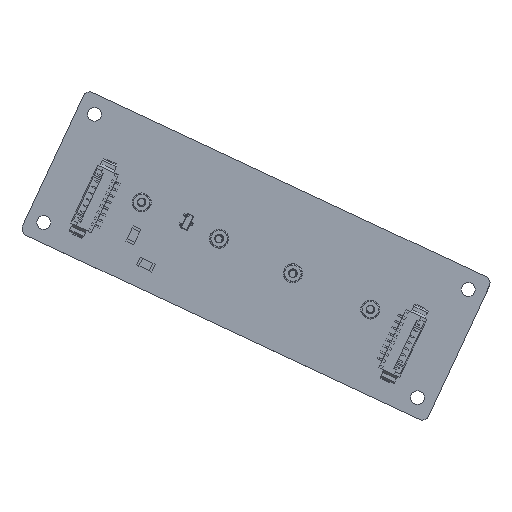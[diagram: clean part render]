
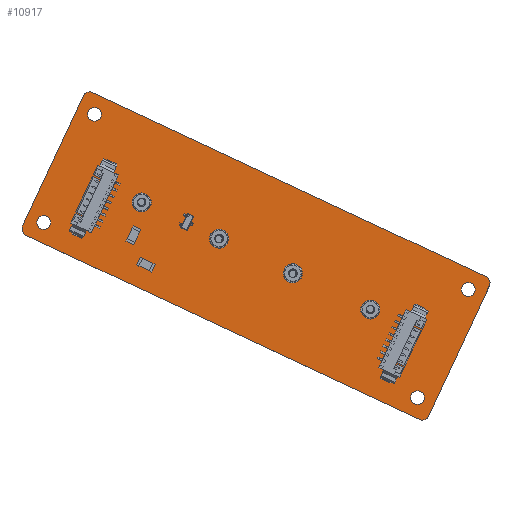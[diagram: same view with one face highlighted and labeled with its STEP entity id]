
A CAD part, top view. The second image highlights one B-rep face of the part: STEP entity #10917.
In plain terms, the highlighted face is planar.
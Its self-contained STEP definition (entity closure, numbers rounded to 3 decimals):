
#455=FACE_BOUND('',#1570,.T.);
#456=FACE_BOUND('',#1571,.T.);
#457=FACE_BOUND('',#1572,.T.);
#458=FACE_BOUND('',#1573,.T.);
#459=FACE_BOUND('',#1574,.T.);
#460=FACE_BOUND('',#1575,.T.);
#461=FACE_BOUND('',#1576,.T.);
#462=FACE_BOUND('',#1577,.T.);
#496=PLANE('',#11727);
#959=FACE_OUTER_BOUND('',#1569,.T.);
#1569=EDGE_LOOP('',(#7644,#7645,#7646,#7647,#7648,#7649,#7650,#7651));
#1570=EDGE_LOOP('',(#7652));
#1571=EDGE_LOOP('',(#7653));
#1572=EDGE_LOOP('',(#7654));
#1573=EDGE_LOOP('',(#7655));
#1574=EDGE_LOOP('',(#7656));
#1575=EDGE_LOOP('',(#7657));
#1576=EDGE_LOOP('',(#7658));
#1577=EDGE_LOOP('',(#7659));
#2198=LINE('',#15471,#3473);
#2203=LINE('',#15485,#3478);
#2207=LINE('',#15497,#3482);
#2211=LINE('',#15509,#3486);
#3473=VECTOR('',#12567,10.);
#3478=VECTOR('',#12580,10.);
#3482=VECTOR('',#12592,10.);
#3486=VECTOR('',#12604,10.);
#4742=CIRCLE('',#11687,0.9);
#4745=CIRCLE('',#11691,0.9);
#4747=CIRCLE('',#11694,0.9);
#4749=CIRCLE('',#11697,0.9);
#4751=CIRCLE('',#11700,1.25);
#4753=CIRCLE('',#11703,1.25);
#4755=CIRCLE('',#11706,1.25);
#4757=CIRCLE('',#11709,1.25);
#4758=CIRCLE('',#11712,1.27);
#4760=CIRCLE('',#11716,1.27);
#4762=CIRCLE('',#11720,1.27);
#4764=CIRCLE('',#11724,1.27);
#4912=VERTEX_POINT('',#15421);
#4915=VERTEX_POINT('',#15429);
#4917=VERTEX_POINT('',#15435);
#4919=VERTEX_POINT('',#15441);
#4921=VERTEX_POINT('',#15447);
#4923=VERTEX_POINT('',#15453);
#4925=VERTEX_POINT('',#15459);
#4927=VERTEX_POINT('',#15465);
#4928=VERTEX_POINT('',#15469);
#4929=VERTEX_POINT('',#15470);
#4932=VERTEX_POINT('',#15478);
#4934=VERTEX_POINT('',#15484);
#4936=VERTEX_POINT('',#15490);
#4938=VERTEX_POINT('',#15496);
#4940=VERTEX_POINT('',#15502);
#4942=VERTEX_POINT('',#15508);
#5958=EDGE_CURVE('',#4912,#4912,#4742,.T.);
#5962=EDGE_CURVE('',#4915,#4915,#4745,.T.);
#5965=EDGE_CURVE('',#4917,#4917,#4747,.T.);
#5968=EDGE_CURVE('',#4919,#4919,#4749,.T.);
#5971=EDGE_CURVE('',#4921,#4921,#4751,.T.);
#5974=EDGE_CURVE('',#4923,#4923,#4753,.T.);
#5977=EDGE_CURVE('',#4925,#4925,#4755,.T.);
#5980=EDGE_CURVE('',#4927,#4927,#4757,.T.);
#5981=EDGE_CURVE('',#4928,#4929,#2198,.T.);
#5985=EDGE_CURVE('',#4932,#4928,#4758,.T.);
#5988=EDGE_CURVE('',#4934,#4932,#2203,.T.);
#5991=EDGE_CURVE('',#4936,#4934,#4760,.T.);
#5994=EDGE_CURVE('',#4938,#4936,#2207,.T.);
#5997=EDGE_CURVE('',#4940,#4938,#4762,.T.);
#6000=EDGE_CURVE('',#4942,#4940,#2211,.T.);
#6003=EDGE_CURVE('',#4929,#4942,#4764,.T.);
#7644=ORIENTED_EDGE('',*,*,#6003,.F.);
#7645=ORIENTED_EDGE('',*,*,#5981,.F.);
#7646=ORIENTED_EDGE('',*,*,#5985,.F.);
#7647=ORIENTED_EDGE('',*,*,#5988,.F.);
#7648=ORIENTED_EDGE('',*,*,#5991,.F.);
#7649=ORIENTED_EDGE('',*,*,#5994,.F.);
#7650=ORIENTED_EDGE('',*,*,#5997,.F.);
#7651=ORIENTED_EDGE('',*,*,#6000,.F.);
#7652=ORIENTED_EDGE('',*,*,#5958,.T.);
#7653=ORIENTED_EDGE('',*,*,#5962,.T.);
#7654=ORIENTED_EDGE('',*,*,#5980,.F.);
#7655=ORIENTED_EDGE('',*,*,#5977,.F.);
#7656=ORIENTED_EDGE('',*,*,#5974,.F.);
#7657=ORIENTED_EDGE('',*,*,#5971,.F.);
#7658=ORIENTED_EDGE('',*,*,#5968,.F.);
#7659=ORIENTED_EDGE('',*,*,#5965,.F.);
#10917=ADVANCED_FACE('',(#959,#455,#456,#457,#458,#459,#460,#461,#462),
#496,.F.);
#11687=AXIS2_PLACEMENT_3D('',#15423,#12512,#12513);
#11691=AXIS2_PLACEMENT_3D('',#15431,#12521,#12522);
#11694=AXIS2_PLACEMENT_3D('',#15437,#12528,#12529);
#11697=AXIS2_PLACEMENT_3D('',#15443,#12535,#12536);
#11700=AXIS2_PLACEMENT_3D('',#15449,#12542,#12543);
#11703=AXIS2_PLACEMENT_3D('',#15455,#12549,#12550);
#11706=AXIS2_PLACEMENT_3D('',#15461,#12556,#12557);
#11709=AXIS2_PLACEMENT_3D('',#15467,#12563,#12564);
#11712=AXIS2_PLACEMENT_3D('',#15479,#12573,#12574);
#11716=AXIS2_PLACEMENT_3D('',#15491,#12585,#12586);
#11720=AXIS2_PLACEMENT_3D('',#15503,#12597,#12598);
#11724=AXIS2_PLACEMENT_3D('',#15514,#12609,#12610);
#11727=AXIS2_PLACEMENT_3D('',#15517,#12615,#12616);
#12512=DIRECTION('center_axis',(0.,1.,0.));
#12513=DIRECTION('ref_axis',(1.,0.,0.));
#12521=DIRECTION('center_axis',(0.,1.,0.));
#12522=DIRECTION('ref_axis',(1.,0.,0.));
#12528=DIRECTION('center_axis',(0.,-1.,0.));
#12529=DIRECTION('ref_axis',(1.,0.,0.));
#12535=DIRECTION('center_axis',(0.,-1.,0.));
#12536=DIRECTION('ref_axis',(1.,0.,0.));
#12542=DIRECTION('center_axis',(0.,-1.,0.));
#12543=DIRECTION('ref_axis',(1.,0.,0.));
#12549=DIRECTION('center_axis',(0.,-1.,0.));
#12550=DIRECTION('ref_axis',(1.,0.,0.));
#12556=DIRECTION('center_axis',(0.,-1.,0.));
#12557=DIRECTION('ref_axis',(1.,0.,0.));
#12563=DIRECTION('center_axis',(0.,-1.,0.));
#12564=DIRECTION('ref_axis',(1.,0.,0.));
#12567=DIRECTION('',(0.,0.,1.));
#12573=DIRECTION('center_axis',(0.,1.,0.));
#12574=DIRECTION('ref_axis',(0.,0.,-1.));
#12580=DIRECTION('',(-1.,0.,0.));
#12585=DIRECTION('center_axis',(0.,1.,0.));
#12586=DIRECTION('ref_axis',(1.,0.,0.));
#12592=DIRECTION('',(0.,0.,-1.));
#12597=DIRECTION('center_axis',(0.,1.,0.));
#12598=DIRECTION('ref_axis',(0.,0.,1.));
#12604=DIRECTION('',(1.,0.,0.));
#12609=DIRECTION('center_axis',(0.,1.,0.));
#12610=DIRECTION('ref_axis',(-1.,0.,0.));
#12615=DIRECTION('center_axis',(0.,1.,0.));
#12616=DIRECTION('ref_axis',(0.,0.,1.));
#15421=CARTESIAN_POINT('',(-64.13,0.,14.5));
#15423=CARTESIAN_POINT('Origin',(-63.23,0.,14.5));
#15429=CARTESIAN_POINT('',(-17.63,0.,14.5));
#15431=CARTESIAN_POINT('Origin',(-16.73,0.,14.5));
#15435=CARTESIAN_POINT('',(-33.38,0.,14.5));
#15437=CARTESIAN_POINT('Origin',(-32.48,0.,14.5));
#15441=CARTESIAN_POINT('',(-48.38,0.,14.5));
#15443=CARTESIAN_POINT('Origin',(-47.48,0.,14.5));
#15447=CARTESIAN_POINT('',(-79.23,0.,25.5));
#15449=CARTESIAN_POINT('Origin',(-77.98,0.,25.5));
#15453=CARTESIAN_POINT('',(-3.23,0.,3.5));
#15455=CARTESIAN_POINT('Origin',(-1.98,0.,3.5));
#15459=CARTESIAN_POINT('',(-3.23,0.,25.5));
#15461=CARTESIAN_POINT('Origin',(-1.98,0.,25.5));
#15465=CARTESIAN_POINT('',(-79.23,0.,3.5));
#15467=CARTESIAN_POINT('Origin',(-77.98,0.,3.5));
#15469=CARTESIAN_POINT('',(-81.23,0.,1.27));
#15470=CARTESIAN_POINT('',(-81.23,0.,27.73));
#15471=CARTESIAN_POINT('',(-81.23,0.,1.27));
#15478=CARTESIAN_POINT('',(-79.96,0.,0.));
#15479=CARTESIAN_POINT('Origin',(-79.96,0.,1.27));
#15484=CARTESIAN_POINT('',(0.,0.,0.));
#15485=CARTESIAN_POINT('',(0.,0.,0.));
#15490=CARTESIAN_POINT('',(1.27,0.,1.27));
#15491=CARTESIAN_POINT('Origin',(0.,0.,1.27));
#15496=CARTESIAN_POINT('',(1.27,0.,27.73));
#15497=CARTESIAN_POINT('',(1.27,0.,27.73));
#15502=CARTESIAN_POINT('',(0.,0.,29.));
#15503=CARTESIAN_POINT('Origin',(0.,0.,27.73));
#15508=CARTESIAN_POINT('',(-79.96,0.,29.));
#15509=CARTESIAN_POINT('',(-79.96,0.,29.));
#15514=CARTESIAN_POINT('Origin',(-79.96,0.,27.73));
#15517=CARTESIAN_POINT('Origin',(-39.98,0.,14.5));
